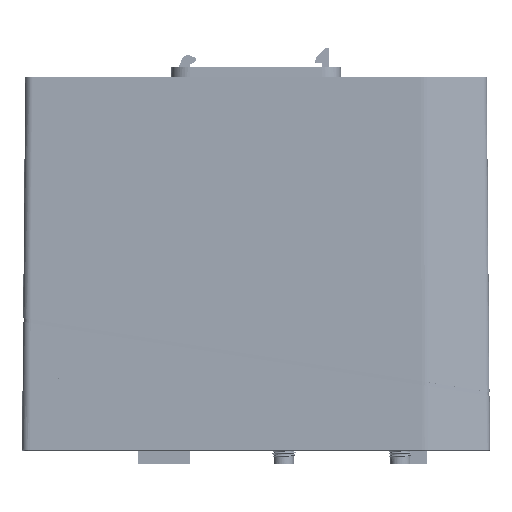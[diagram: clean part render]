
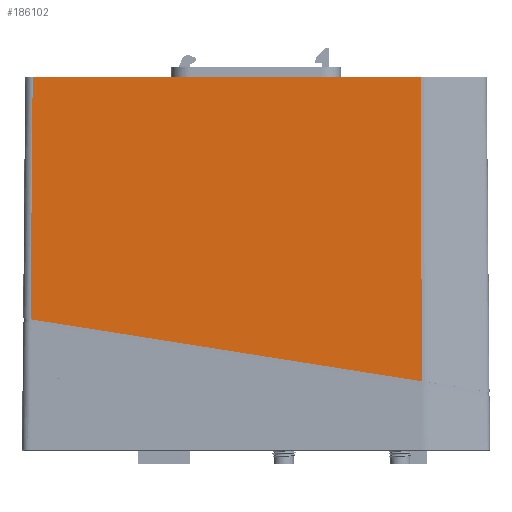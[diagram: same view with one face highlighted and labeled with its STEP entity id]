
A CAD part, top view. The second image highlights one B-rep face of the part: STEP entity #186102.
In plain terms, the highlighted planar face has unit normal (0, 0.009, 1).
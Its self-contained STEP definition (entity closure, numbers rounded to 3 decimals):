
#4949 = CARTESIAN_POINT ( 'NONE',  ( 44.766, 16.629, 55.868 ) ) ;
#6654 = ORIENTED_EDGE ( 'NONE', *, *, #135349, .F. ) ;
#12594 = CARTESIAN_POINT ( 'NONE',  ( -59.715, 33.177, 55.723 ) ) ;
#30718 = EDGE_CURVE ( 'NONE', #85063, #47633, #145058, .T. ) ;
#32878 = AXIS2_PLACEMENT_3D ( 'NONE', #303631, #42357, #206809 ) ;
#33509 = CARTESIAN_POINT ( 'NONE',  ( 44.597, 97.802, 55.164 ) ) ;
#33819 = CARTESIAN_POINT ( 'NONE',  ( 44.766, 16.629, 55.868 ) ) ;
#42357 = DIRECTION ( 'NONE',  ( 0., 0.009, 1. ) ) ;
#47103 = CARTESIAN_POINT ( 'NONE',  ( -59.155, 97.802, 55.164 ) ) ;
#47633 = VERTEX_POINT ( 'NONE', #234843 ) ;
#63494 = EDGE_LOOP ( 'NONE', ( #253583, #144082, #83272, #6654 ) ) ;
#78877 = CARTESIAN_POINT ( 'NONE',  ( 44.653, 70.744, 55.401 ) ) ;
#81297 = CARTESIAN_POINT ( 'NONE',  ( -59.715, 33.177, 55.723 ) ) ;
#83272 = ORIENTED_EDGE ( 'NONE', *, *, #251817, .T. ) ;
#85063 = VERTEX_POINT ( 'NONE', #47103 ) ;
#88698 = EDGE_CURVE ( 'NONE', #85063, #156343, #203343, .T. ) ;
#101518 = CARTESIAN_POINT ( 'NONE',  ( -59.715, 33.177, 55.723 ) ) ;
#101845 = CARTESIAN_POINT ( 'NONE',  ( 44.597, 97.802, 55.164 ) ) ;
#135349 = EDGE_CURVE ( 'NONE', #47633, #150527, #269256, .T. ) ;
#138968 = FACE_OUTER_BOUND ( 'NONE', #63494, .T. ) ;
#144082 = ORIENTED_EDGE ( 'NONE', *, *, #88698, .T. ) ;
#145058 = B_SPLINE_CURVE_WITH_KNOTS ( 'NONE', 3,
 ( #275004, #226138, #152209, #33509 ),
 .UNSPECIFIED., .F., .F.,
 ( 4, 4 ),
 ( 0., 1. ),
 .UNSPECIFIED. ) ;
#150527 = VERTEX_POINT ( 'NONE', #4949 ) ;
#152209 = CARTESIAN_POINT ( 'NONE',  ( 10.013, 97.803, 55.167 ) ) ;
#156343 = VERTEX_POINT ( 'NONE', #12594 ) ;
#186102 = ADVANCED_FACE ( 'NONE', ( #138968 ), #295405, .T. ) ;
#198638 = CARTESIAN_POINT ( 'NONE',  ( 44.766, 16.629, 55.868 ) ) ;
#203142 = CARTESIAN_POINT ( 'NONE',  ( -59.528, 54.719, 55.535 ) ) ;
#203343 = B_SPLINE_CURVE_WITH_KNOTS ( 'NONE', 3,
 ( #249012, #272914, #203142, #81297 ),
 .UNSPECIFIED., .F., .F.,
 ( 4, 4 ),
 ( 0., 1. ),
 .UNSPECIFIED. ) ;
#206809 = DIRECTION ( 'NONE',  ( 0., -1., 0.009 ) ) ;
#226138 = CARTESIAN_POINT ( 'NONE',  ( -24.571, 97.803, 55.167 ) ) ;
#234843 = CARTESIAN_POINT ( 'NONE',  ( 44.597, 97.802, 55.164 ) ) ;
#244566 = CARTESIAN_POINT ( 'NONE',  ( 44.71, 43.686, 55.635 ) ) ;
#248325 = CARTESIAN_POINT ( 'NONE',  ( -24.888, 27.661, 55.772 ) ) ;
#249012 = CARTESIAN_POINT ( 'NONE',  ( -59.155, 97.802, 55.164 ) ) ;
#249512 = B_SPLINE_CURVE_WITH_KNOTS ( 'NONE', 3,
 ( #101518, #248325, #268125, #33819 ),
 .UNSPECIFIED., .F., .F.,
 ( 4, 4 ),
 ( 0., 1. ),
 .UNSPECIFIED. ) ;
#251817 = EDGE_CURVE ( 'NONE', #156343, #150527, #249512, .T. ) ;
#253583 = ORIENTED_EDGE ( 'NONE', *, *, #30718, .F. ) ;
#268125 = CARTESIAN_POINT ( 'NONE',  ( 9.939, 22.145, 55.82 ) ) ;
#269256 = B_SPLINE_CURVE_WITH_KNOTS ( 'NONE', 3,
 ( #101845, #78877, #244566, #198638 ),
 .UNSPECIFIED., .F., .F.,
 ( 4, 4 ),
 ( 0., 1. ),
 .UNSPECIFIED. ) ;
#272914 = CARTESIAN_POINT ( 'NONE',  ( -59.342, 76.26, 55.347 ) ) ;
#275004 = CARTESIAN_POINT ( 'NONE',  ( -59.155, 97.802, 55.164 ) ) ;
#295405 = PLANE ( 'NONE',  #32878 ) ;
#303631 = CARTESIAN_POINT ( 'NONE',  ( -59.998, 32.677, 55.728 ) ) ;
